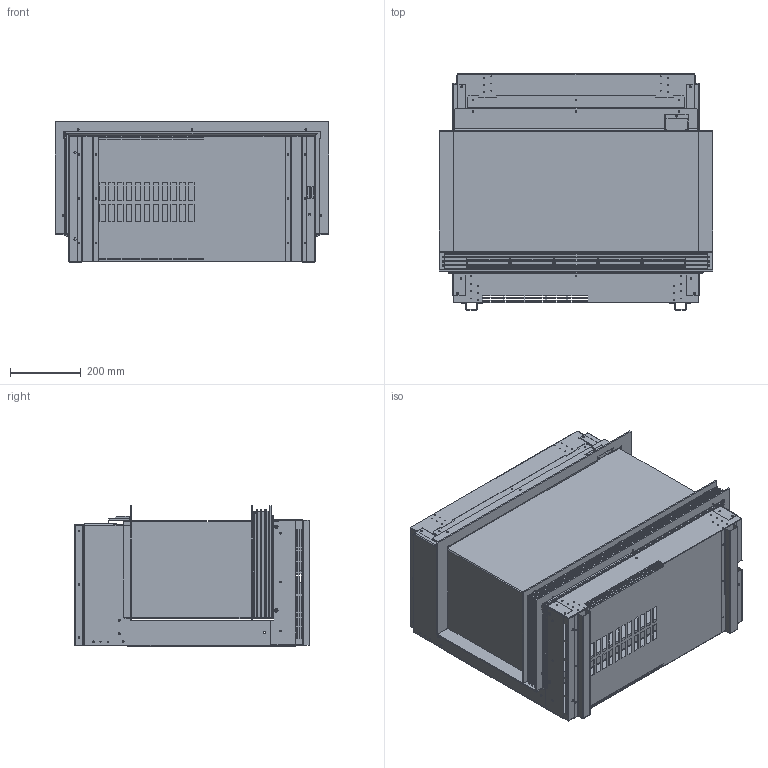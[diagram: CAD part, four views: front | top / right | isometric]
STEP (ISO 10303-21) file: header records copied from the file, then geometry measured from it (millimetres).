
FILE_DESCRIPTION (( 'STEP AP214' ), '1' );
FILE_NAME ('300004311 Vista-70-III_defeature.STEP', '2024-08-27T08:20:34', ( '' ), ( '' ), 'SwSTEP 2.0', 'SolidWorks 2023', '' );
FILE_SCHEMA (( 'AUTOMOTIVE_DESIGN' ));
Length unit declared in the file: millimetre
Products named in the file (1): 300004311 Vista-70-III_defeature
Bounding box: 770.1 x 664.7 x 395.3 mm (x, y, z)
Surface area: 3347865.4 mm2 (no closed solid volume)
Topology: 0 solids, 34 shells, 805 faces, 3378 edges, 2429 vertices
Faces by surface type: plane 530, cylinder 273, bspline 2
Entity records: 43856 total; most frequent: CARTESIAN_POINT 7107, DIRECTION 5658, ORIENTED_EDGE 4891, EDGE_CURVE 3378, LINE 2508, VECTOR 2508, VERTEX_POINT 2429, AXIS2_PLACEMENT_3D 1575
